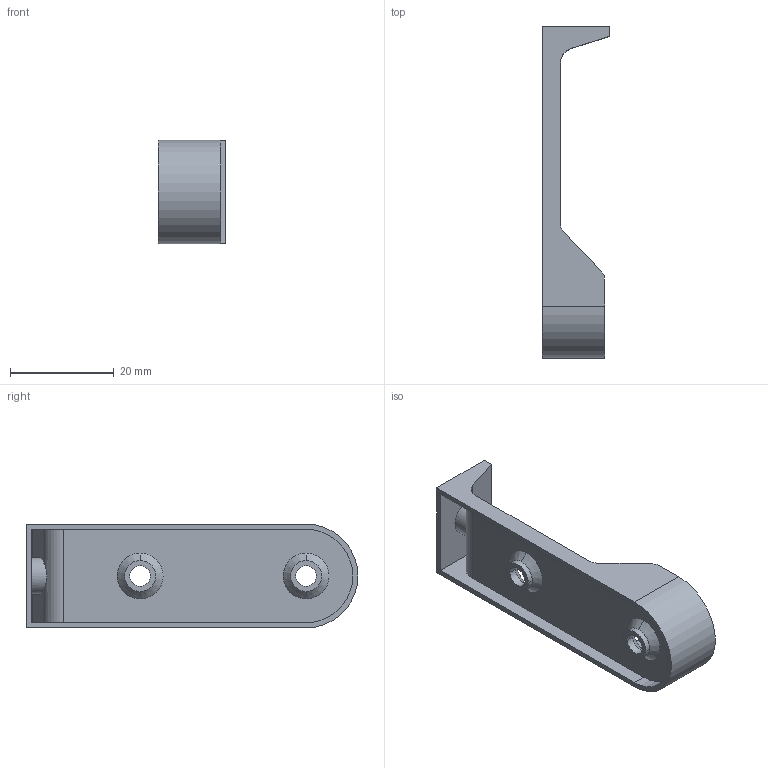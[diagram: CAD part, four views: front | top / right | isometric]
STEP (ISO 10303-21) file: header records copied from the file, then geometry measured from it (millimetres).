
FILE_DESCRIPTION (( 'STEP AP214' ), '1' );
FILE_NAME ('F001123,F001124_3D.step', '2022-11-21T18:09:48', ( '' ), ( '' ), 'SwSTEP 2.0', 'SolidWorks 2020', '' );
FILE_SCHEMA (( 'AUTOMOTIVE_DESIGN' ));
Length unit declared in the file: millimetre
Products named in the file (1): F001123,F001124_3D
Bounding box: 13 x 64 x 20 mm (x, y, z)
Volume: 2739 mm3; surface area: 5036.1 mm2
Topology: 1 solids, 1 shells, 49 faces, 138 edges, 92 vertices
Faces by surface type: cylinder 21, plane 20, cone 8
Entity records: 1684 total; most frequent: CARTESIAN_POINT 330, DIRECTION 284, ORIENTED_EDGE 276, EDGE_CURVE 138, AXIS2_PLACEMENT_3D 104, VERTEX_POINT 92, LINE 76, VECTOR 76
